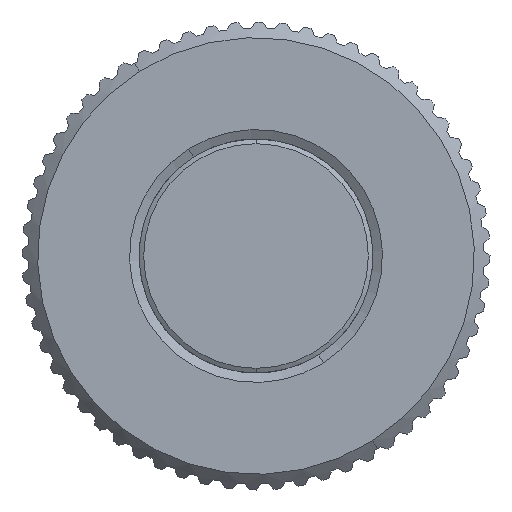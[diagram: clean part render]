
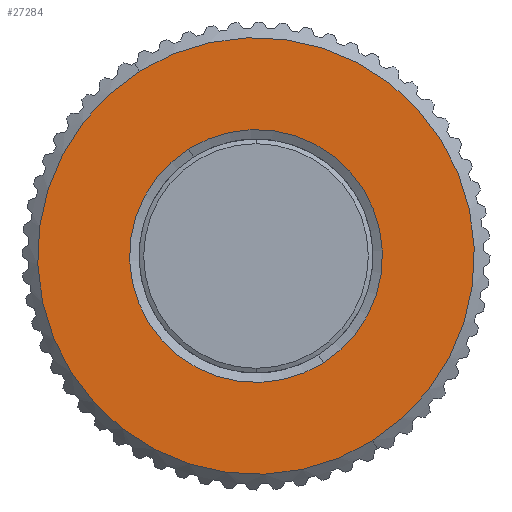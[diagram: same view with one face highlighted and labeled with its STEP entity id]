
A CAD part, left-side view. The second image highlights one B-rep face of the part: STEP entity #27284.
In plain terms, the highlighted planar face has unit normal (-1, 0, 0).
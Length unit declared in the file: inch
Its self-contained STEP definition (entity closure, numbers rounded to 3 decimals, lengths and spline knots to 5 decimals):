
#11273=CARTESIAN_POINT('',(-5.23622,0.,0.));
#11274=DIRECTION('',(-1.,0.,0.));
#11275=DIRECTION('',(0.,0.533,0.846));
#11276=AXIS2_PLACEMENT_3D('',#11273,#11274,#11275);
#11278=CARTESIAN_POINT('',(-5.23622,0.,0.));
#11279=DIRECTION('',(-1.,0.,0.));
#11280=DIRECTION('',(0.,-0.533,-0.846));
#11281=AXIS2_PLACEMENT_3D('',#11278,#11279,#11280);
#11283=CARTESIAN_POINT('',(-5.23622,0.,0.));
#11284=DIRECTION('',(1.,0.,0.));
#11285=DIRECTION('',(0.,0.533,0.846));
#11286=AXIS2_PLACEMENT_3D('',#11283,#11284,#11285);
#11288=CARTESIAN_POINT('',(-5.23622,0.,0.));
#11289=DIRECTION('',(1.,0.,0.));
#11290=DIRECTION('',(0.,-0.533,-0.846));
#11291=AXIS2_PLACEMENT_3D('',#11288,#11289,#11290);
#12922=CARTESIAN_POINT('',(-5.23622,-0.29404,
-0.4662));
#12923=CARTESIAN_POINT('',(-5.23622,0.29404,
0.4662));
#12924=VERTEX_POINT('',#12922);
#12925=VERTEX_POINT('',#12923);
#13198=CARTESIAN_POINT('',(-5.23622,0.17025,
0.26994));
#13199=CARTESIAN_POINT('',(-5.23622,-0.17025,
-0.26994));
#13200=VERTEX_POINT('',#13198);
#13201=VERTEX_POINT('',#13199);
#27268=CARTESIAN_POINT('',(-5.23622,0.4662,
-0.29404));
#27269=DIRECTION('',(-1.,0.,0.));
#27270=DIRECTION('',(0.,0.533,0.846));
#27271=AXIS2_PLACEMENT_3D('',#27268,#27269,#27270);
#27272=PLANE('566',#27271);
#27273=ORIENTED_EDGE('1932',*,*,#27131,.F.);
#27275=ORIENTED_EDGE('1336',*,*,#27274,.F.);
#27276=EDGE_LOOP('566',(#27273,#27275));
#27277=FACE_OUTER_BOUND('566',#27276,.F.);
#27279=ORIENTED_EDGE('1454',*,*,#27278,.F.);
#27281=ORIENTED_EDGE('1636',*,*,#27280,.F.);
#27282=EDGE_LOOP('566',(#27279,#27281));
#27283=FACE_BOUND('566',#27282,.F.);
#11277=CIRCLE('1932',#11276,0.55118);
#11282=CIRCLE('1336',#11281,0.55118);
#11287=CIRCLE('1454',#11286,0.31914);
#11292=CIRCLE('1636',#11291,0.31914);
#27131=EDGE_CURVE('1932',#12925,#12924,#11277,.T.);
#27274=EDGE_CURVE('1336',#12924,#12925,#11282,.T.);
#27278=EDGE_CURVE('1454',#13200,#13201,#11287,.T.);
#27280=EDGE_CURVE('1636',#13201,#13200,#11292,.T.);
#27284=ADVANCED_FACE('566',(#27277,#27283),#27272,.T.);
